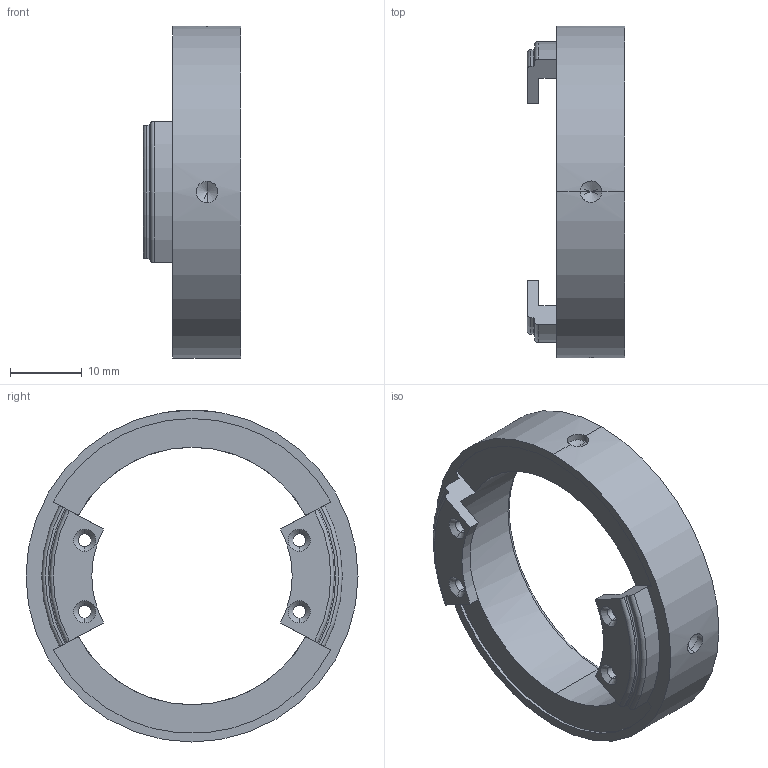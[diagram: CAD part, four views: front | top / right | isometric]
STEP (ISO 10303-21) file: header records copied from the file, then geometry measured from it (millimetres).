
FILE_DESCRIPTION (( 'STEP AP214' ), '1' );
FILE_NAME ('ÊÐÏÃ.711354.ÓÓÓ - Ôëàíåö.STEP', '2024-11-18T13:31:56', ( '' ), ( '' ), 'SwSTEP 2.0', 'SolidWorks 2023', '' );
FILE_SCHEMA (( 'AUTOMOTIVE_DESIGN' ));
Length unit declared in the file: millimetre
Products named in the file (1): КРПГ.711354.УУУ - Фланец
Bounding box: 13.6 x 46.4 x 46.4 mm (x, y, z)
Volume: 6821 mm3; surface area: 4432.6 mm2
Topology: 1 solids, 1 shells, 63 faces, 168 edges, 103 vertices
Faces by surface type: cylinder 27, cone 14, plane 14, torus 8
Entity records: 2119 total; most frequent: CARTESIAN_POINT 479, DIRECTION 366, ORIENTED_EDGE 324, EDGE_CURVE 162, AXIS2_PLACEMENT_3D 146, VERTEX_POINT 103, CIRCLE 82, EDGE_LOOP 75
